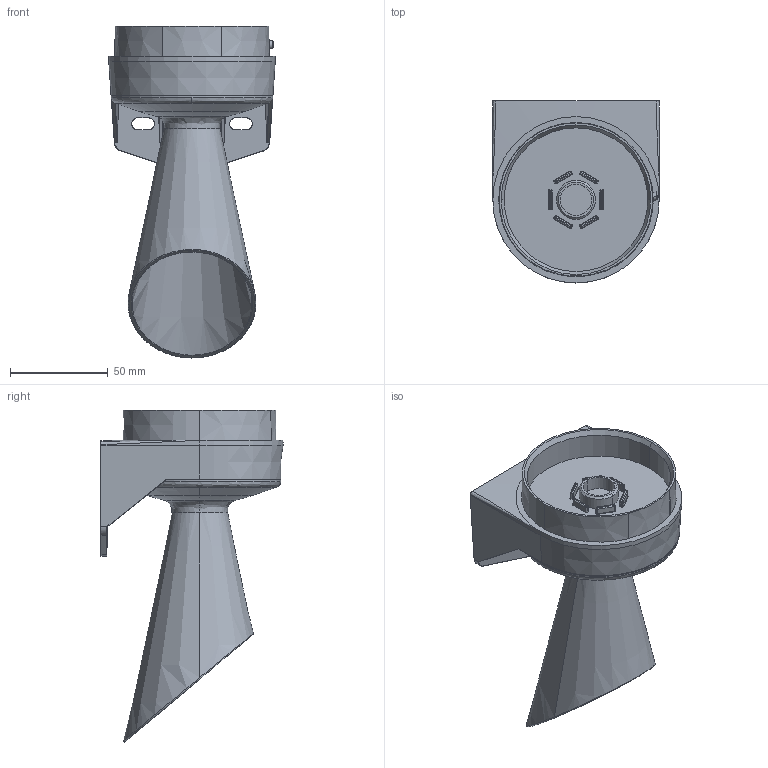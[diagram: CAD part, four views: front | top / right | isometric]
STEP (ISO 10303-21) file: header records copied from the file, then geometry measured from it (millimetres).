
FILE_DESCRIPTION (( 'STEP AP203' ), '1' );
FILE_NAME ('26170003.step', '2020-08-20T17:50:06', ( '' ), ( '' ), 'SwSTEP 2.0', 'SolidWorks 2019', '' );
FILE_SCHEMA (( 'CONFIG_CONTROL_DESIGN' ));
Length unit declared in the file: inch
Products named in the file (1): 26170003
Bounding box: 85.09 x 93.04 x 169.64 mm (x, y, z)
Volume: 213714.9 mm3; surface area: 69106.6 mm2
Topology: 1 solids, 1 shells, 506 faces, 1393 edges, 824 vertices
Faces by surface type: bspline 166, cylinder 159, plane 133, cone 46, torus 2
Entity records: 22586 total; most frequent: CARTESIAN_POINT 11376, ORIENTED_EDGE 2640, DIRECTION 1901, EDGE_CURVE 1320, VERTEX_POINT 824, AXIS2_PLACEMENT_3D 690, EDGE_LOOP 526, VECTOR 521
